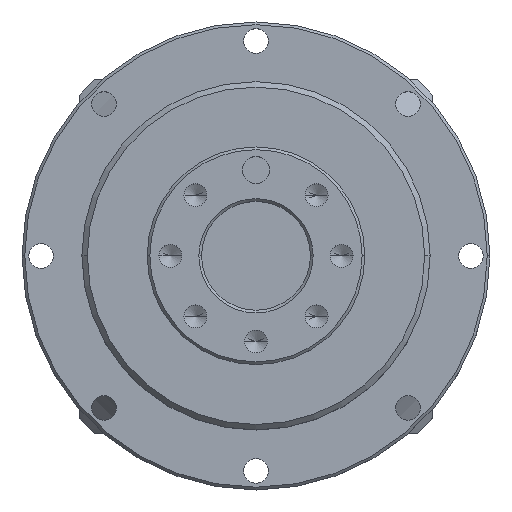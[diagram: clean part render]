
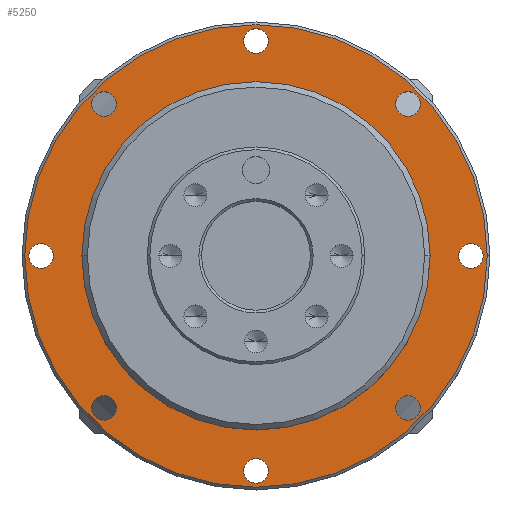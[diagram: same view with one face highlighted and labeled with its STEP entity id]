
A CAD part, top view. The second image highlights one B-rep face of the part: STEP entity #5250.
In plain terms, the highlighted planar face has unit normal (0, 0, 1).
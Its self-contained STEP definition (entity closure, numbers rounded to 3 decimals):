
#1750=CARTESIAN_POINT('',(0.,49.142,8.));
#1751=DIRECTION('',(0.,0.,1.));
#1752=DIRECTION('',(1.,0.,0.));
#1753=AXIS2_PLACEMENT_3D('',#1750,#1751,#1752);
#1755=CARTESIAN_POINT('',(0.,49.142,8.));
#1756=DIRECTION('',(0.,0.,1.));
#1757=DIRECTION('',(-1.,0.,0.));
#1758=AXIS2_PLACEMENT_3D('',#1755,#1756,#1757);
#1760=CARTESIAN_POINT('',(-39.5,49.142,8.));
#1761=DIRECTION('',(0.,0.,-1.));
#1762=DIRECTION('',(1.,0.,0.));
#1763=AXIS2_PLACEMENT_3D('',#1760,#1761,#1762);
#1765=CARTESIAN_POINT('',(-39.5,49.142,8.));
#1766=DIRECTION('',(0.,0.,-1.));
#1767=DIRECTION('',(-1.,0.,0.));
#1768=AXIS2_PLACEMENT_3D('',#1765,#1766,#1767);
#1770=CARTESIAN_POINT('',(-27.931,21.212,8.));
#1771=DIRECTION('',(0.,0.,-1.));
#1772=DIRECTION('',(1.,0.,0.));
#1773=AXIS2_PLACEMENT_3D('',#1770,#1771,#1772);
#1775=CARTESIAN_POINT('',(-27.931,21.212,8.));
#1776=DIRECTION('',(0.,0.,-1.));
#1777=DIRECTION('',(-1.,0.,0.));
#1778=AXIS2_PLACEMENT_3D('',#1775,#1776,#1777);
#1780=CARTESIAN_POINT('',(0.,9.642,8.));
#1781=DIRECTION('',(0.,0.,-1.));
#1782=DIRECTION('',(1.,0.,0.));
#1783=AXIS2_PLACEMENT_3D('',#1780,#1781,#1782);
#1785=CARTESIAN_POINT('',(0.,9.642,8.));
#1786=DIRECTION('',(0.,0.,-1.));
#1787=DIRECTION('',(-1.,0.,0.));
#1788=AXIS2_PLACEMENT_3D('',#1785,#1786,#1787);
#1790=CARTESIAN_POINT('',(27.931,21.212,8.));
#1791=DIRECTION('',(0.,0.,-1.));
#1792=DIRECTION('',(1.,0.,0.));
#1793=AXIS2_PLACEMENT_3D('',#1790,#1791,#1792);
#1795=CARTESIAN_POINT('',(27.931,21.212,8.));
#1796=DIRECTION('',(0.,0.,-1.));
#1797=DIRECTION('',(-1.,0.,0.));
#1798=AXIS2_PLACEMENT_3D('',#1795,#1796,#1797);
#1800=CARTESIAN_POINT('',(39.5,49.142,8.));
#1801=DIRECTION('',(0.,0.,-1.));
#1802=DIRECTION('',(1.,0.,0.));
#1803=AXIS2_PLACEMENT_3D('',#1800,#1801,#1802);
#1805=CARTESIAN_POINT('',(39.5,49.142,8.));
#1806=DIRECTION('',(0.,0.,-1.));
#1807=DIRECTION('',(-1.,0.,0.));
#1808=AXIS2_PLACEMENT_3D('',#1805,#1806,#1807);
#1810=CARTESIAN_POINT('',(27.931,77.073,8.));
#1811=DIRECTION('',(0.,0.,-1.));
#1812=DIRECTION('',(1.,0.,0.));
#1813=AXIS2_PLACEMENT_3D('',#1810,#1811,#1812);
#1815=CARTESIAN_POINT('',(27.931,77.073,8.));
#1816=DIRECTION('',(0.,0.,-1.));
#1817=DIRECTION('',(-1.,0.,0.));
#1818=AXIS2_PLACEMENT_3D('',#1815,#1816,#1817);
#1820=CARTESIAN_POINT('',(0.,88.642,8.));
#1821=DIRECTION('',(0.,0.,-1.));
#1822=DIRECTION('',(1.,0.,0.));
#1823=AXIS2_PLACEMENT_3D('',#1820,#1821,#1822);
#1825=CARTESIAN_POINT('',(0.,88.642,8.));
#1826=DIRECTION('',(0.,0.,-1.));
#1827=DIRECTION('',(-1.,0.,0.));
#1828=AXIS2_PLACEMENT_3D('',#1825,#1826,#1827);
#1830=CARTESIAN_POINT('',(-27.931,77.073,8.));
#1831=DIRECTION('',(0.,0.,-1.));
#1832=DIRECTION('',(1.,0.,0.));
#1833=AXIS2_PLACEMENT_3D('',#1830,#1831,#1832);
#1835=CARTESIAN_POINT('',(-27.931,77.073,8.));
#1836=DIRECTION('',(0.,0.,-1.));
#1837=DIRECTION('',(-1.,0.,0.));
#1838=AXIS2_PLACEMENT_3D('',#1835,#1836,#1837);
#1840=CARTESIAN_POINT('',(0.,49.142,8.));
#1841=DIRECTION('',(0.,0.,-1.));
#1842=DIRECTION('',(1.,0.,0.));
#1843=AXIS2_PLACEMENT_3D('',#1840,#1841,#1842);
#1845=CARTESIAN_POINT('',(0.,49.142,8.));
#1846=DIRECTION('',(0.,0.,-1.));
#1847=DIRECTION('',(-1.,0.,0.));
#1848=AXIS2_PLACEMENT_3D('',#1845,#1846,#1847);
#2910=CARTESIAN_POINT('',(-37.25,49.142,8.));
#2912=VERTEX_POINT('',#2910);
#2914=CARTESIAN_POINT('',(-41.75,49.142,8.));
#2916=VERTEX_POINT('',#2914);
#2918=CARTESIAN_POINT('',(-25.681,21.212,8.));
#2920=VERTEX_POINT('',#2918);
#2922=CARTESIAN_POINT('',(-30.181,21.212,8.));
#2924=VERTEX_POINT('',#2922);
#2926=CARTESIAN_POINT('',(2.25,9.642,8.));
#2928=VERTEX_POINT('',#2926);
#2930=CARTESIAN_POINT('',(-2.25,9.642,8.));
#2932=VERTEX_POINT('',#2930);
#2934=CARTESIAN_POINT('',(30.181,21.212,8.));
#2936=VERTEX_POINT('',#2934);
#2938=CARTESIAN_POINT('',(25.681,21.212,8.));
#2940=VERTEX_POINT('',#2938);
#2942=CARTESIAN_POINT('',(41.75,49.142,8.));
#2944=VERTEX_POINT('',#2942);
#2946=CARTESIAN_POINT('',(37.25,49.142,8.));
#2948=VERTEX_POINT('',#2946);
#2950=CARTESIAN_POINT('',(30.181,77.073,8.));
#2952=VERTEX_POINT('',#2950);
#2954=CARTESIAN_POINT('',(25.681,77.073,8.));
#2956=VERTEX_POINT('',#2954);
#2958=CARTESIAN_POINT('',(2.25,88.642,8.));
#2960=VERTEX_POINT('',#2958);
#2962=CARTESIAN_POINT('',(-2.25,88.642,8.));
#2964=VERTEX_POINT('',#2962);
#2966=CARTESIAN_POINT('',(-25.681,77.073,8.));
#2968=VERTEX_POINT('',#2966);
#2970=CARTESIAN_POINT('',(-30.181,77.073,8.));
#2972=VERTEX_POINT('',#2970);
#2983=CARTESIAN_POINT('',(-32.,49.142,8.));
#2985=VERTEX_POINT('',#2983);
#2987=CARTESIAN_POINT('',(32.,49.142,8.));
#2989=VERTEX_POINT('',#2987);
#3010=CARTESIAN_POINT('',(-42.5,49.142,8.));
#3011=VERTEX_POINT('',#3010);
#3012=CARTESIAN_POINT('',(42.5,49.142,8.));
#3013=VERTEX_POINT('',#3012);
#5186=CARTESIAN_POINT('',(43.,49.142,8.));
#5187=DIRECTION('',(0.,0.,1.));
#5188=DIRECTION('',(1.,0.,0.));
#5189=AXIS2_PLACEMENT_3D('',#5186,#5187,#5188);
#5190=PLANE('',#5189);
#5191=ORIENTED_EDGE('',*,*,#5176,.F.);
#5193=ORIENTED_EDGE('',*,*,#5192,.F.);
#5194=EDGE_LOOP('',(#5191,#5193));
#5195=FACE_OUTER_BOUND('',#5194,.F.);
#5197=ORIENTED_EDGE('',*,*,#5196,.F.);
#5199=ORIENTED_EDGE('',*,*,#5198,.F.);
#5200=EDGE_LOOP('',(#5197,#5199));
#5201=FACE_BOUND('',#5200,.F.);
#5203=ORIENTED_EDGE('',*,*,#5202,.F.);
#5205=ORIENTED_EDGE('',*,*,#5204,.F.);
#5206=EDGE_LOOP('',(#5203,#5205));
#5207=FACE_BOUND('',#5206,.F.);
#5209=ORIENTED_EDGE('',*,*,#5208,.F.);
#5211=ORIENTED_EDGE('',*,*,#5210,.F.);
#5212=EDGE_LOOP('',(#5209,#5211));
#5213=FACE_BOUND('',#5212,.F.);
#5215=ORIENTED_EDGE('',*,*,#5214,.F.);
#5217=ORIENTED_EDGE('',*,*,#5216,.F.);
#5218=EDGE_LOOP('',(#5215,#5217));
#5219=FACE_BOUND('',#5218,.F.);
#5221=ORIENTED_EDGE('',*,*,#5220,.F.);
#5223=ORIENTED_EDGE('',*,*,#5222,.F.);
#5224=EDGE_LOOP('',(#5221,#5223));
#5225=FACE_BOUND('',#5224,.F.);
#5227=ORIENTED_EDGE('',*,*,#5226,.F.);
#5229=ORIENTED_EDGE('',*,*,#5228,.F.);
#5230=EDGE_LOOP('',(#5227,#5229));
#5231=FACE_BOUND('',#5230,.F.);
#5233=ORIENTED_EDGE('',*,*,#5232,.F.);
#5235=ORIENTED_EDGE('',*,*,#5234,.F.);
#5236=EDGE_LOOP('',(#5233,#5235));
#5237=FACE_BOUND('',#5236,.F.);
#5239=ORIENTED_EDGE('',*,*,#5238,.F.);
#5241=ORIENTED_EDGE('',*,*,#5240,.F.);
#5242=EDGE_LOOP('',(#5239,#5241));
#5243=FACE_BOUND('',#5242,.F.);
#5245=ORIENTED_EDGE('',*,*,#5244,.F.);
#5247=ORIENTED_EDGE('',*,*,#5246,.F.);
#5248=EDGE_LOOP('',(#5245,#5247));
#5249=FACE_BOUND('',#5248,.F.);
#5250=ADVANCED_FACE('',(#5195,#5201,#5207,#5213,#5219,#5225,#5231,#5237,#5243,
#5249),#5190,.T.);
#1754=CIRCLE('',#1753,42.5);
#1759=CIRCLE('',#1758,42.5);
#1764=CIRCLE('',#1763,2.25);
#1769=CIRCLE('',#1768,2.25);
#1774=CIRCLE('',#1773,2.25);
#1779=CIRCLE('',#1778,2.25);
#1784=CIRCLE('',#1783,2.25);
#1789=CIRCLE('',#1788,2.25);
#1794=CIRCLE('',#1793,2.25);
#1799=CIRCLE('',#1798,2.25);
#1804=CIRCLE('',#1803,2.25);
#1809=CIRCLE('',#1808,2.25);
#1814=CIRCLE('',#1813,2.25);
#1819=CIRCLE('',#1818,2.25);
#1824=CIRCLE('',#1823,2.25);
#1829=CIRCLE('',#1828,2.25);
#1834=CIRCLE('',#1833,2.25);
#1839=CIRCLE('',#1838,2.25);
#1844=CIRCLE('',#1843,32.);
#1849=CIRCLE('',#1848,32.);
#5176=EDGE_CURVE('',#3013,#3011,#1754,.T.);
#5192=EDGE_CURVE('',#3011,#3013,#1759,.T.);
#5196=EDGE_CURVE('',#2912,#2916,#1764,.T.);
#5198=EDGE_CURVE('',#2916,#2912,#1769,.T.);
#5202=EDGE_CURVE('',#2920,#2924,#1774,.T.);
#5204=EDGE_CURVE('',#2924,#2920,#1779,.T.);
#5208=EDGE_CURVE('',#2928,#2932,#1784,.T.);
#5210=EDGE_CURVE('',#2932,#2928,#1789,.T.);
#5214=EDGE_CURVE('',#2936,#2940,#1794,.T.);
#5216=EDGE_CURVE('',#2940,#2936,#1799,.T.);
#5220=EDGE_CURVE('',#2944,#2948,#1804,.T.);
#5222=EDGE_CURVE('',#2948,#2944,#1809,.T.);
#5226=EDGE_CURVE('',#2952,#2956,#1814,.T.);
#5228=EDGE_CURVE('',#2956,#2952,#1819,.T.);
#5232=EDGE_CURVE('',#2960,#2964,#1824,.T.);
#5234=EDGE_CURVE('',#2964,#2960,#1829,.T.);
#5238=EDGE_CURVE('',#2968,#2972,#1834,.T.);
#5240=EDGE_CURVE('',#2972,#2968,#1839,.T.);
#5244=EDGE_CURVE('',#2989,#2985,#1844,.T.);
#5246=EDGE_CURVE('',#2985,#2989,#1849,.T.);
